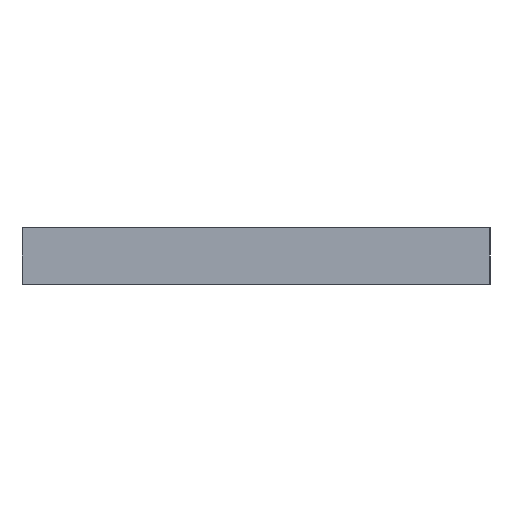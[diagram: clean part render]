
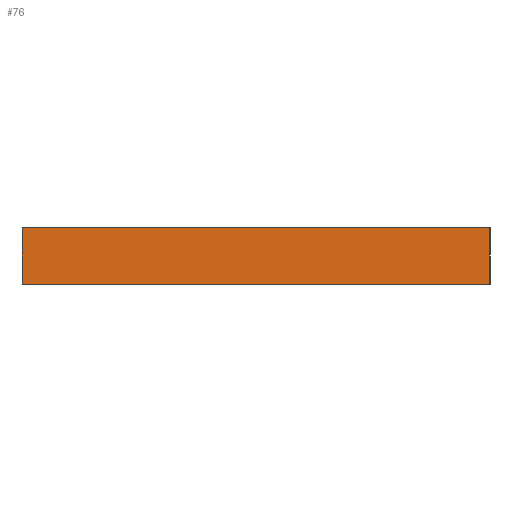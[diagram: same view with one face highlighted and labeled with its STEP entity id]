
A CAD part, left-side view. The second image highlights one B-rep face of the part: STEP entity #76.
In plain terms, the highlighted planar face has unit normal (-1, 0, 0).
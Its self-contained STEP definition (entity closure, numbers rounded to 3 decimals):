
#12 = CARTESIAN_POINT ( 'NONE',  ( -600., -25., 3. ) ) ;
#16 = ORIENTED_EDGE ( 'NONE', *, *, #283, .T. ) ;
#35 = CARTESIAN_POINT ( 'NONE',  ( -600., 25., -3. ) ) ;
#39 = DIRECTION ( 'NONE',  ( -1., 0., 0. ) ) ;
#76 = ADVANCED_FACE ( 'NONE', ( #382 ), #178, .T. ) ;
#93 = EDGE_CURVE ( 'NONE', #338, #265, #418, .T. ) ;
#105 = CARTESIAN_POINT ( 'NONE',  ( -600., 0., 0. ) ) ;
#145 = EDGE_CURVE ( 'NONE', #265, #191, #424, .T. ) ;
#146 = CARTESIAN_POINT ( 'NONE',  ( -600., -25., 3. ) ) ;
#152 = CARTESIAN_POINT ( 'NONE',  ( -600., -25., -3. ) ) ;
#164 = VERTEX_POINT ( 'NONE', #146 ) ;
#178 = PLANE ( 'NONE',  #208 ) ;
#191 = VERTEX_POINT ( 'NONE', #152 ) ;
#208 = AXIS2_PLACEMENT_3D ( 'NONE', #105, #39, #385 ) ;
#222 = LINE ( 'NONE', #260, #390 ) ;
#225 = ORIENTED_EDGE ( 'NONE', *, *, #145, .T. ) ;
#239 = VECTOR ( 'NONE', #368, 1000. ) ;
#256 = CARTESIAN_POINT ( 'NONE',  ( -600., 25., -3. ) ) ;
#260 = CARTESIAN_POINT ( 'NONE',  ( -600., 25., 3. ) ) ;
#265 = VERTEX_POINT ( 'NONE', #256 ) ;
#283 = EDGE_CURVE ( 'NONE', #164, #338, #222, .T. ) ;
#286 = DIRECTION ( 'NONE',  ( 0., 0., -1. ) ) ;
#300 = ORIENTED_EDGE ( 'NONE', *, *, #301, .T. ) ;
#301 = EDGE_CURVE ( 'NONE', #191, #164, #332, .T. ) ;
#306 = EDGE_LOOP ( 'NONE', ( #300, #16, #311, #225 ) ) ;
#311 = ORIENTED_EDGE ( 'NONE', *, *, #93, .T. ) ;
#318 = VECTOR ( 'NONE', #286, 1000. ) ;
#329 = CARTESIAN_POINT ( 'NONE',  ( -600., 25., 3. ) ) ;
#332 = LINE ( 'NONE', #12, #239 ) ;
#338 = VERTEX_POINT ( 'NONE', #329 ) ;
#349 = CARTESIAN_POINT ( 'NONE',  ( -600., 25., 3. ) ) ;
#357 = DIRECTION ( 'NONE',  ( 0., -1., 0. ) ) ;
#368 = DIRECTION ( 'NONE',  ( 0., 0., 1. ) ) ;
#382 = FACE_OUTER_BOUND ( 'NONE', #306, .T. ) ;
#385 = DIRECTION ( 'NONE',  ( 0., 0., 1. ) ) ;
#390 = VECTOR ( 'NONE', #398, 1000. ) ;
#398 = DIRECTION ( 'NONE',  ( 0., 1., 0. ) ) ;
#418 = LINE ( 'NONE', #349, #318 ) ;
#424 = LINE ( 'NONE', #35, #442 ) ;
#442 = VECTOR ( 'NONE', #357, 1000. ) ;
